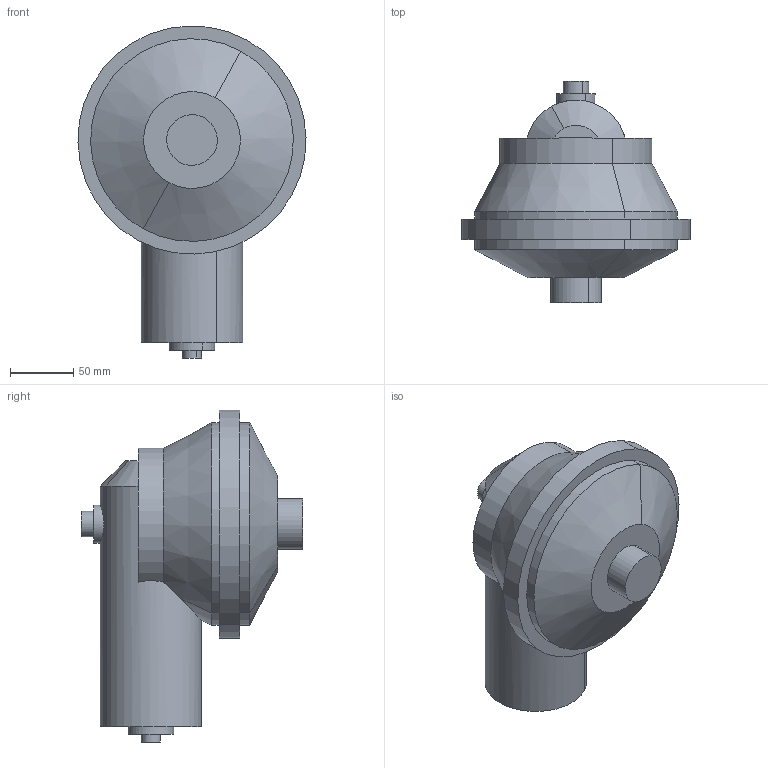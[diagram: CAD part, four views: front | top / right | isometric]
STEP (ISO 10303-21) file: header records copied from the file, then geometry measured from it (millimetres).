
FILE_DESCRIPTION(('CATIA V5 STEP Exchange','CAx-IF Rec.Pracs.--- Model Styling and Organization---1.4--- 2014-01-23','CAx-IF Rec.Pracs.---3D Tessellated Data Validation Properties---0.5---2014-09-14'),'2;1');
FILE_NAME('naped_maszynki stp.stp','2025-01-09T12:25:09+00:00',('none'),('none'),'CATIA Version 5-6 Release 2019','3DEXPERIENCE Platform STEP AP242 v1','none');
FILE_SCHEMA(('AP242_MANAGED_MODEL_BASED_3D_ENGINEERING_MIM_LF {1 0 10303 442 1 1 4}'));
Length unit declared in the file: millimetre
Products named in the file (1): Naped Maszynki
Bounding box: 179.95 x 175 x 261.97 mm (x, y, z)
Surface area: 121872.5 mm2 (no closed solid volume)
Topology: 0 solids, 1 shells, 37 faces, 78 edges, 50 vertices
Faces by surface type: cylinder 20, plane 11, cone 6
Entity records: 1103 total; most frequent: CARTESIAN_POINT 271, ORIENTED_EDGE 156, DIRECTION 139, AXIS2_PLACEMENT_3D 78, EDGE_CURVE 78, VERTEX_POINT 50, EDGE_LOOP 44, CIRCLE 42
